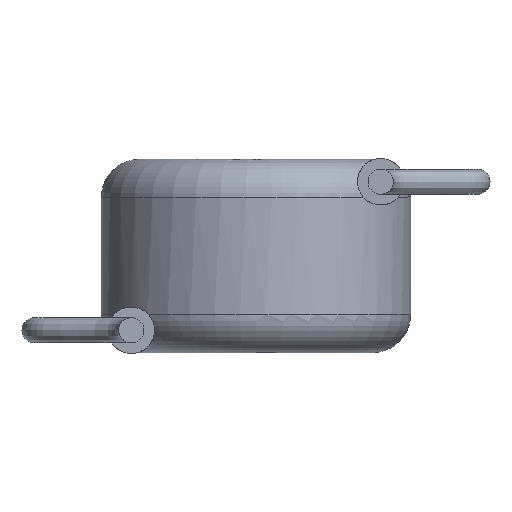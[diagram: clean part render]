
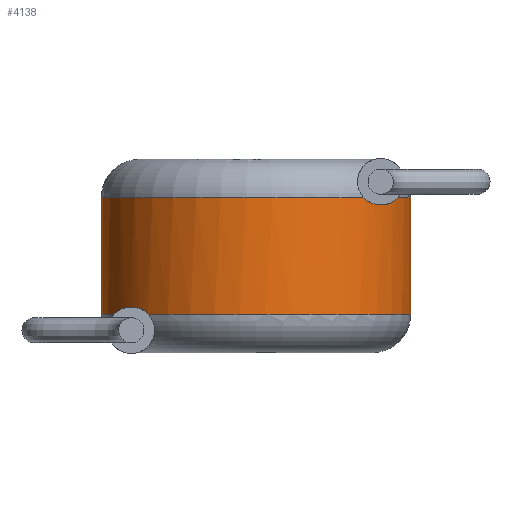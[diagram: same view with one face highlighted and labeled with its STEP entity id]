
A CAD part, front view. The second image highlights one B-rep face of the part: STEP entity #4138.
In plain terms, the highlighted cylindrical face has radius 4 mm (diameter 8 mm), a partial arc.
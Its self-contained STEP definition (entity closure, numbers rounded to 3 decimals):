
#8 = CARTESIAN_POINT ( 'NONE',  ( -3.598, -1.747, 1. ) ) ;
#77 = VERTEX_POINT ( 'NONE', #236 ) ;
#137 = ORIENTED_EDGE ( 'NONE', *, *, #390, .T. ) ;
#159 = CARTESIAN_POINT ( 'NONE',  ( 2.792, -2.864, 4. ) ) ;
#167 = VERTEX_POINT ( 'NONE', #2101 ) ;
#170 = CARTESIAN_POINT ( 'NONE',  ( 4., 0., 4. ) ) ;
#204 = CARTESIAN_POINT ( 'NONE',  ( -4., 0., 5. ) ) ;
#235 = AXIS2_PLACEMENT_3D ( 'NONE', #831, #3397, #3747 ) ;
#236 = CARTESIAN_POINT ( 'NONE',  ( 4., 0., 1. ) ) ;
#262 = DIRECTION ( 'NONE',  ( 0., 0., -1. ) ) ;
#270 = B_SPLINE_CURVE_WITH_KNOTS ( 'NONE', 3,
 ( #2764, #2108, #917, #3108, #2794, #4089 ),
 .UNSPECIFIED., .F., .F.,
 ( 4, 2, 4 ),
 ( 0., 0., 0.001 ),
 .UNSPECIFIED. ) ;
#285 = FACE_OUTER_BOUND ( 'NONE', #833, .T. ) ;
#332 = CARTESIAN_POINT ( 'NONE',  ( -3.515, -1.911, 1.11 ) ) ;
#387 = DIRECTION ( 'NONE',  ( 1., 0., 0. ) ) ;
#390 = EDGE_CURVE ( 'NONE', #3420, #167, #270, .T. ) ;
#409 = DIRECTION ( 'NONE',  ( 1., 0., 0. ) ) ;
#510 = CARTESIAN_POINT ( 'NONE',  ( 3.222, -2.37, 3.818 ) ) ;
#633 = EDGE_CURVE ( 'NONE', #1578, #3035, #809, .T. ) ;
#653 = VERTEX_POINT ( 'NONE', #679 ) ;
#678 = VERTEX_POINT ( 'NONE', #2887 ) ;
#679 = CARTESIAN_POINT ( 'NONE',  ( -3.222, -2.37, 1.182 ) ) ;
#711 = B_SPLINE_CURVE_WITH_KNOTS ( 'NONE', 3,
 ( #2768, #1490, #1971, #3081, #2040, #2722 ),
 .UNSPECIFIED., .F., .F.,
 ( 4, 2, 4 ),
 ( 0., 0., 0.001 ),
 .UNSPECIFIED. ) ;
#716 = AXIS2_PLACEMENT_3D ( 'NONE', #3675, #3351, #409 ) ;
#759 = CIRCLE ( 'NONE', #1199, 4. ) ;
#809 = CIRCLE ( 'NONE', #1800, 4. ) ;
#831 = CARTESIAN_POINT ( 'NONE',  ( 0., 0., 1. ) ) ;
#833 = EDGE_LOOP ( 'NONE', ( #3466, #1927, #137, #3418, #2775, #2219, #2427, #3727, #2239, #1694, #3973, #3771 ) ) ;
#837 = DIRECTION ( 'NONE',  ( 1., 0., 0. ) ) ;
#901 = CARTESIAN_POINT ( 'NONE',  ( -4., 0., 1. ) ) ;
#917 = CARTESIAN_POINT ( 'NONE',  ( 3.515, -1.911, 3.89 ) ) ;
#1058 = CARTESIAN_POINT ( 'NONE',  ( -2.792, -2.864, 1. ) ) ;
#1099 = CARTESIAN_POINT ( 'NONE',  ( 3.222, -2.37, 3.818 ) ) ;
#1199 = AXIS2_PLACEMENT_3D ( 'NONE', #2808, #2490, #837 ) ;
#1340 = VERTEX_POINT ( 'NONE', #2766 ) ;
#1355 = CARTESIAN_POINT ( 'NONE',  ( 2.792, -2.864, 4. ) ) ;
#1375 = EDGE_CURVE ( 'NONE', #4125, #2675, #3448, .T. ) ;
#1406 = EDGE_CURVE ( 'NONE', #2675, #167, #2813, .T. ) ;
#1416 = CARTESIAN_POINT ( 'NONE',  ( 3.153, -2.464, 3.818 ) ) ;
#1421 = DIRECTION ( 'NONE',  ( 0., 0., -1. ) ) ;
#1428 = EDGE_CURVE ( 'NONE', #653, #1340, #2681, .T. ) ;
#1459 = CARTESIAN_POINT ( 'NONE',  ( -3.222, -2.37, 1.182 ) ) ;
#1490 = CARTESIAN_POINT ( 'NONE',  ( -2.86, -2.799, 1.069 ) ) ;
#1538 = EDGE_CURVE ( 'NONE', #4125, #678, #759, .T. ) ;
#1578 = VERTEX_POINT ( 'NONE', #901 ) ;
#1594 = CARTESIAN_POINT ( 'NONE',  ( -3.412, -2.09, 1.16 ) ) ;
#1611 = CARTESIAN_POINT ( 'NONE',  ( -3.355, -2.18, 1.17 ) ) ;
#1664 = DIRECTION ( 'NONE',  ( 0., 0., 1. ) ) ;
#1679 = CARTESIAN_POINT ( 'NONE',  ( 2.859, -2.799, 3.931 ) ) ;
#1694 = ORIENTED_EDGE ( 'NONE', *, *, #1428, .F. ) ;
#1730 = CARTESIAN_POINT ( 'NONE',  ( -3.295, -2.268, 1.177 ) ) ;
#1795 = EDGE_CURVE ( 'NONE', #2334, #77, #4035, .T. ) ;
#1800 = AXIS2_PLACEMENT_3D ( 'NONE', #3919, #1664, #387 ) ;
#1893 = VECTOR ( 'NONE', #3678, 1000. ) ;
#1927 = ORIENTED_EDGE ( 'NONE', *, *, #3199, .T. ) ;
#1971 = CARTESIAN_POINT ( 'NONE',  ( -2.934, -2.721, 1.114 ) ) ;
#2040 = CARTESIAN_POINT ( 'NONE',  ( -3.154, -2.463, 1.182 ) ) ;
#2101 = CARTESIAN_POINT ( 'NONE',  ( 3.295, -2.268, 3.823 ) ) ;
#2108 = CARTESIAN_POINT ( 'NONE',  ( 3.562, -1.823, 3.932 ) ) ;
#2114 = CARTESIAN_POINT ( 'NONE',  ( -3.598, -1.747, 1. ) ) ;
#2173 = CYLINDRICAL_SURFACE ( 'NONE', #2216, 4. ) ;
#2177 = LINE ( 'NONE', #204, #3780 ) ;
#2216 = AXIS2_PLACEMENT_3D ( 'NONE', #2765, #262, #3236 ) ;
#2219 = ORIENTED_EDGE ( 'NONE', *, *, #1538, .T. ) ;
#2239 = ORIENTED_EDGE ( 'NONE', *, *, #4062, .T. ) ;
#2315 = EDGE_CURVE ( 'NONE', #2670, #653, #711, .T. ) ;
#2322 = B_SPLINE_CURVE_WITH_KNOTS ( 'NONE', 3,
 ( #8, #2545, #332, #1594, #1611, #3252 ),
 .UNSPECIFIED., .F., .F.,
 ( 4, 2, 4 ),
 ( 0., 0., 0.001 ),
 .UNSPECIFIED. ) ;
#2334 = VERTEX_POINT ( 'NONE', #170 ) ;
#2347 = EDGE_CURVE ( 'NONE', #678, #1578, #2177, .T. ) ;
#2363 = CARTESIAN_POINT ( 'NONE',  ( 3.222, -2.37, 3.818 ) ) ;
#2399 = CARTESIAN_POINT ( 'NONE',  ( 3.271, -2.302, 3.82 ) ) ;
#2427 = ORIENTED_EDGE ( 'NONE', *, *, #2347, .T. ) ;
#2490 = DIRECTION ( 'NONE',  ( 0., 0., -1. ) ) ;
#2545 = CARTESIAN_POINT ( 'NONE',  ( -3.562, -1.823, 1.068 ) ) ;
#2670 = VERTEX_POINT ( 'NONE', #1058 ) ;
#2675 = VERTEX_POINT ( 'NONE', #1099 ) ;
#2681 = B_SPLINE_CURVE_WITH_KNOTS ( 'NONE', 3,
 ( #1459, #4015, #3044, #1730 ),
 .UNSPECIFIED., .F., .F.,
 ( 4, 4 ),
 ( 0.001, 0.001 ),
 .UNSPECIFIED. ) ;
#2722 = CARTESIAN_POINT ( 'NONE',  ( -3.222, -2.37, 1.182 ) ) ;
#2764 = CARTESIAN_POINT ( 'NONE',  ( 3.598, -1.747, 4. ) ) ;
#2765 = CARTESIAN_POINT ( 'NONE',  ( 0., 0., 5. ) ) ;
#2766 = CARTESIAN_POINT ( 'NONE',  ( -3.295, -2.268, 1.177 ) ) ;
#2768 = CARTESIAN_POINT ( 'NONE',  ( -2.792, -2.864, 1. ) ) ;
#2775 = ORIENTED_EDGE ( 'NONE', *, *, #1375, .F. ) ;
#2794 = CARTESIAN_POINT ( 'NONE',  ( 3.355, -2.18, 3.83 ) ) ;
#2808 = CARTESIAN_POINT ( 'NONE',  ( 0., 0., 4. ) ) ;
#2813 = B_SPLINE_CURVE_WITH_KNOTS ( 'NONE', 3,
 ( #2363, #3387, #2399, #3737 ),
 .UNSPECIFIED., .F., .F.,
 ( 4, 4 ),
 ( 0.002, 0.003 ),
 .UNSPECIFIED. ) ;
#2834 = CIRCLE ( 'NONE', #716, 4. ) ;
#2887 = CARTESIAN_POINT ( 'NONE',  ( -4., 0., 4. ) ) ;
#3013 = CARTESIAN_POINT ( 'NONE',  ( 4., 0., 5. ) ) ;
#3035 = VERTEX_POINT ( 'NONE', #2114 ) ;
#3044 = CARTESIAN_POINT ( 'NONE',  ( -3.271, -2.302, 1.18 ) ) ;
#3061 = CARTESIAN_POINT ( 'NONE',  ( 3.082, -2.553, 3.83 ) ) ;
#3081 = CARTESIAN_POINT ( 'NONE',  ( -3.082, -2.552, 1.17 ) ) ;
#3108 = CARTESIAN_POINT ( 'NONE',  ( 3.412, -2.09, 3.84 ) ) ;
#3199 = EDGE_CURVE ( 'NONE', #2334, #3420, #2834, .T. ) ;
#3236 = DIRECTION ( 'NONE',  ( -1., 0., 0. ) ) ;
#3252 = CARTESIAN_POINT ( 'NONE',  ( -3.295, -2.268, 1.177 ) ) ;
#3351 = DIRECTION ( 'NONE',  ( 0., 0., -1. ) ) ;
#3387 = CARTESIAN_POINT ( 'NONE',  ( 3.247, -2.336, 3.818 ) ) ;
#3397 = DIRECTION ( 'NONE',  ( 0., 0., 1. ) ) ;
#3418 = ORIENTED_EDGE ( 'NONE', *, *, #1406, .F. ) ;
#3420 = VERTEX_POINT ( 'NONE', #4049 ) ;
#3448 = B_SPLINE_CURVE_WITH_KNOTS ( 'NONE', 3,
 ( #1355, #1679, #3950, #3061, #1416, #510 ),
 .UNSPECIFIED., .F., .F.,
 ( 4, 2, 4 ),
 ( 0.002, 0.002, 0.002 ),
 .UNSPECIFIED. ) ;
#3466 = ORIENTED_EDGE ( 'NONE', *, *, #1795, .F. ) ;
#3483 = CIRCLE ( 'NONE', #235, 4. ) ;
#3535 = EDGE_CURVE ( 'NONE', #2670, #77, #3483, .T. ) ;
#3675 = CARTESIAN_POINT ( 'NONE',  ( 0., 0., 4. ) ) ;
#3678 = DIRECTION ( 'NONE',  ( 0., 0., -1. ) ) ;
#3727 = ORIENTED_EDGE ( 'NONE', *, *, #633, .T. ) ;
#3737 = CARTESIAN_POINT ( 'NONE',  ( 3.295, -2.268, 3.823 ) ) ;
#3747 = DIRECTION ( 'NONE',  ( 1., 0., 0. ) ) ;
#3771 = ORIENTED_EDGE ( 'NONE', *, *, #3535, .T. ) ;
#3780 = VECTOR ( 'NONE', #1421, 1000. ) ;
#3919 = CARTESIAN_POINT ( 'NONE',  ( 0., 0., 1. ) ) ;
#3950 = CARTESIAN_POINT ( 'NONE',  ( 2.934, -2.721, 3.886 ) ) ;
#3973 = ORIENTED_EDGE ( 'NONE', *, *, #2315, .F. ) ;
#4015 = CARTESIAN_POINT ( 'NONE',  ( -3.247, -2.336, 1.182 ) ) ;
#4035 = LINE ( 'NONE', #3013, #1893 ) ;
#4049 = CARTESIAN_POINT ( 'NONE',  ( 3.598, -1.747, 4. ) ) ;
#4062 = EDGE_CURVE ( 'NONE', #3035, #1340, #2322, .T. ) ;
#4089 = CARTESIAN_POINT ( 'NONE',  ( 3.295, -2.268, 3.823 ) ) ;
#4125 = VERTEX_POINT ( 'NONE', #159 ) ;
#4138 = ADVANCED_FACE ( 'NONE', ( #285 ), #2173, .T. ) ;
